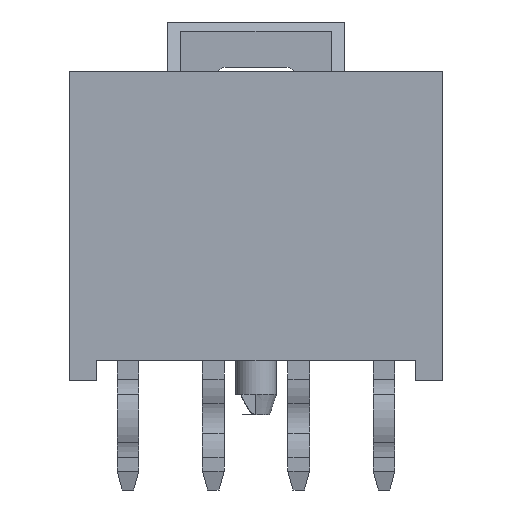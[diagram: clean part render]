
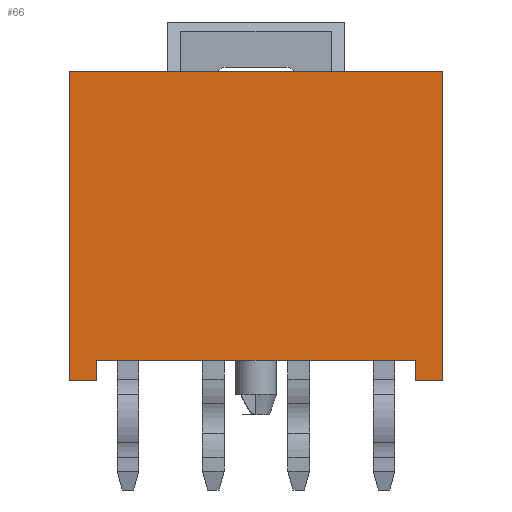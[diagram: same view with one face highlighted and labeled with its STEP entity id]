
A CAD part, front view. The second image highlights one B-rep face of the part: STEP entity #66.
In plain terms, the highlighted planar face has unit normal (0, -1, 0).
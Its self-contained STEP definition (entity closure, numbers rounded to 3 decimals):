
#66=ADVANCED_FACE('',(#257),#258,.F.);
#257=FACE_OUTER_BOUND('',#630,.T.);
#258=PLANE('',#631);
#630=EDGE_LOOP('',(#1019,#1020,#1021,#1022,#1023,#1024,#1025,#1026));
#631=AXIS2_PLACEMENT_3D('',#1027,#1028,#1029);
#1019=ORIENTED_EDGE('',*,*,#2476,.T.);
#1020=ORIENTED_EDGE('',*,*,#2477,.F.);
#1021=ORIENTED_EDGE('',*,*,#2478,.F.);
#1022=ORIENTED_EDGE('',*,*,#2479,.F.);
#1023=ORIENTED_EDGE('',*,*,#2480,.T.);
#1024=ORIENTED_EDGE('',*,*,#2481,.F.);
#1025=ORIENTED_EDGE('',*,*,#2482,.F.);
#1026=ORIENTED_EDGE('',*,*,#2483,.F.);
#1027=CARTESIAN_POINT('',(0.0,-1.74,0.0));
#1028=DIRECTION('',(-0.0,1.0,0.0));
#1029=DIRECTION('',(1.0,0.0,0.0));
#2476=EDGE_CURVE('',#2980,#2981,#2982,.T.);
#2477=EDGE_CURVE('',#2983,#2981,#2984,.T.);
#2478=EDGE_CURVE('',#2985,#2983,#2986,.T.);
#2479=EDGE_CURVE('',#2987,#2985,#2988,.T.);
#2480=EDGE_CURVE('',#2987,#2989,#2990,.T.);
#2481=EDGE_CURVE('',#2991,#2989,#2992,.T.);
#2482=EDGE_CURVE('',#2993,#2991,#2994,.T.);
#2483=EDGE_CURVE('',#2980,#2993,#2995,.T.);
#2980=VERTEX_POINT('',#3755);
#2981=VERTEX_POINT('',#3756);
#2982=LINE('',#3757,#3758);
#2983=VERTEX_POINT('',#3759);
#2984=LINE('',#3760,#3761);
#2985=VERTEX_POINT('',#3762);
#2986=LINE('',#3763,#3764);
#2987=VERTEX_POINT('',#3765);
#2988=LINE('',#3766,#3767);
#2989=VERTEX_POINT('',#3768);
#2990=LINE('',#3769,#3770);
#2991=VERTEX_POINT('',#3771);
#2992=LINE('',#3772,#3773);
#2993=VERTEX_POINT('',#3774);
#2994=LINE('',#3775,#3776);
#2995=LINE('',#3777,#3778);
#3755=CARTESIAN_POINT('',(4.67,-1.74,-4.23));
#3756=CARTESIAN_POINT('',(4.67,-1.74,-4.83));
#3757=CARTESIAN_POINT('',(4.67,-1.74,-4.23));
#3758=VECTOR('',#4908,0.6);
#3759=CARTESIAN_POINT('',(5.47,-1.74,-4.83));
#3760=CARTESIAN_POINT('',(5.47,-1.74,-4.83));
#3761=VECTOR('',#4909,0.8);
#3762=CARTESIAN_POINT('',(5.47,-1.74,4.23));
#3763=CARTESIAN_POINT('',(5.47,-1.74,4.23));
#3764=VECTOR('',#4910,9.06);
#3765=CARTESIAN_POINT('',(-5.47,-1.74,4.23));
#3766=CARTESIAN_POINT('',(-5.47,-1.74,4.23));
#3767=VECTOR('',#4911,10.94);
#3768=CARTESIAN_POINT('',(-5.47,-1.74,-4.83));
#3769=CARTESIAN_POINT('',(-5.47,-1.74,4.23));
#3770=VECTOR('',#4912,9.06);
#3771=CARTESIAN_POINT('',(-4.67,-1.74,-4.83));
#3772=CARTESIAN_POINT('',(-4.67,-1.74,-4.83));
#3773=VECTOR('',#4913,0.8);
#3774=CARTESIAN_POINT('',(-4.67,-1.74,-4.23));
#3775=CARTESIAN_POINT('',(-4.67,-1.74,-4.23));
#3776=VECTOR('',#4914,0.6);
#3777=CARTESIAN_POINT('',(4.67,-1.74,-4.23));
#3778=VECTOR('',#4915,9.34);
#4908=DIRECTION('',(0.0,0.0,-1.0));
#4909=DIRECTION('',(-1.0,0.0,0.0));
#4910=DIRECTION('',(0.0,0.0,-1.0));
#4911=DIRECTION('',(1.0,0.0,0.0));
#4912=DIRECTION('',(0.0,0.0,-1.0));
#4913=DIRECTION('',(-1.0,0.0,0.0));
#4914=DIRECTION('',(0.0,0.0,-1.0));
#4915=DIRECTION('',(-1.0,0.0,0.0));
